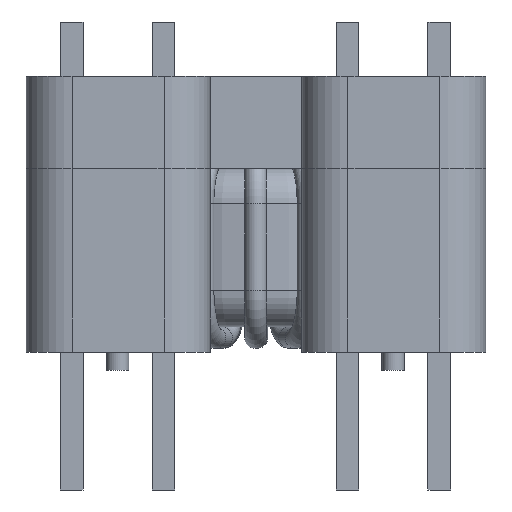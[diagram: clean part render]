
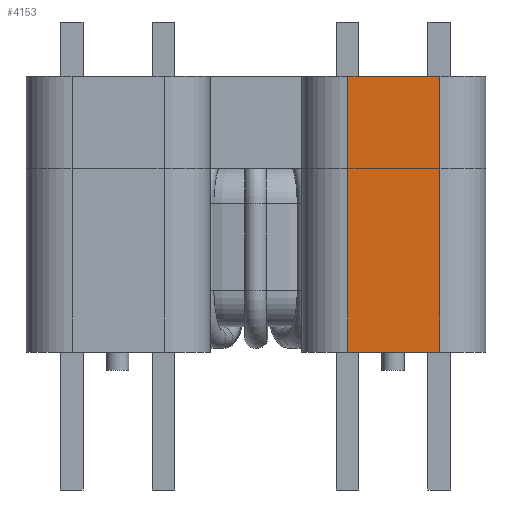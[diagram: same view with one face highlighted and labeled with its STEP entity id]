
A CAD part, left-side view. The second image highlights one B-rep face of the part: STEP entity #4153.
In plain terms, the highlighted planar face has unit normal (-1, 0, 0).
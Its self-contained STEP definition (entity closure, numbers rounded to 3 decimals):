
#381=PLANE($,#4596);
#505=FACE_OUTER_BOUND($,#847,.T.);
#847=EDGE_LOOP($,(#3069,#3070,#3071,#3072));
#1644=LINE($,#6633,#1893);
#1645=LINE($,#6637,#1894);
#1647=LINE($,#6643,#1896);
#1650=LINE($,#6649,#1899);
#1893=VECTOR($,#5203,7.62);
#1894=VECTOR($,#5208,2.54);
#1896=VECTOR($,#5214,7.62);
#1899=VECTOR($,#5221,2.54);
#2143=VERTEX_POINT($,#6630);
#2144=VERTEX_POINT($,#6632);
#2145=VERTEX_POINT($,#6636);
#2147=VERTEX_POINT($,#6642);
#2547=EDGE_CURVE($,#2144,#2143,#1644,.T.);
#2549=EDGE_CURVE($,#2145,#2144,#1645,.T.);
#2552=EDGE_CURVE($,#2145,#2147,#1647,.T.);
#2556=EDGE_CURVE($,#2143,#2147,#1650,.T.);
#3069=ORIENTED_EDGE($,*,*,#2552,.F.);
#3070=ORIENTED_EDGE($,*,*,#2549,.T.);
#3071=ORIENTED_EDGE($,*,*,#2547,.T.);
#3072=ORIENTED_EDGE($,*,*,#2556,.T.);
#4153=ADVANCED_FACE($,(#505),#381,.T.);
#4596=AXIS2_PLACEMENT_3D($,#6650,#5222,#5223);
#5203=DIRECTION($,(0.,0.,-1.));
#5208=DIRECTION($,(0.,1.,0.));
#5214=DIRECTION($,(0.,0.,-1.));
#5221=DIRECTION($,(0.,-1.,0.));
#5222=DIRECTION('center_axis',(-1.,0.,0.));
#5223=DIRECTION('ref_axis',(0.,0.,-1.));
#6630=CARTESIAN_POINT('',(-8.89,-2.554,0.5));
#6632=CARTESIAN_POINT('',(-8.89,-2.554,8.12));
#6633=CARTESIAN_POINT($,(-8.89,-2.554,4.31));
#6636=CARTESIAN_POINT('',(-8.89,-5.094,8.12));
#6637=CARTESIAN_POINT($,(-8.89,-3.824,8.12));
#6642=CARTESIAN_POINT('',(-8.89,-5.094,0.5));
#6643=CARTESIAN_POINT($,(-8.89,-5.094,4.31));
#6649=CARTESIAN_POINT($,(-8.89,-3.824,0.5));
#6650=CARTESIAN_POINT('Origin',(-8.89,-3.824,4.31));
